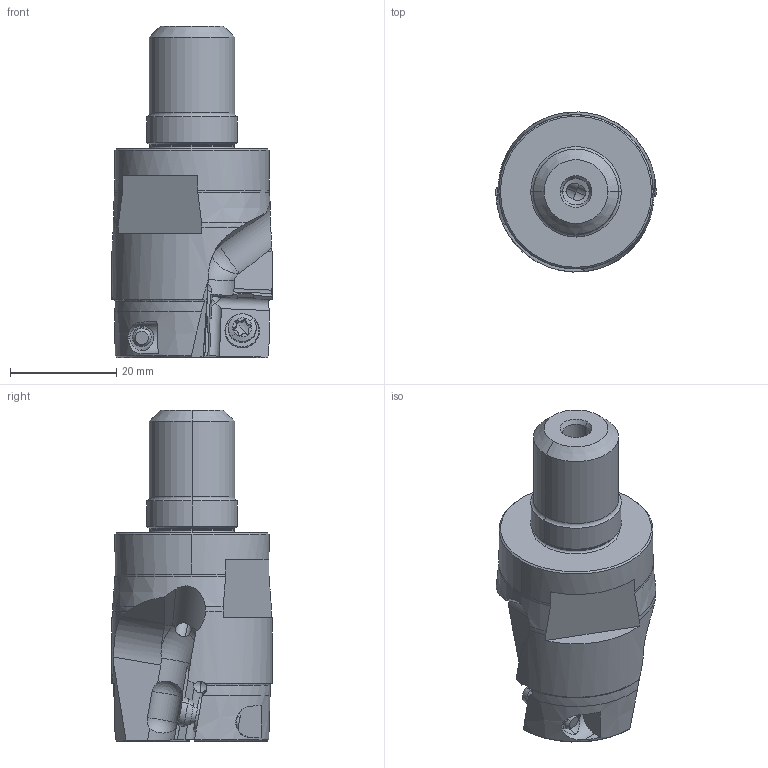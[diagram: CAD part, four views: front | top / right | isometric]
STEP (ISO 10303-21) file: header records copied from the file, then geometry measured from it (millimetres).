
FILE_DESCRIPTION(/* description */ (''),/* implementation_level */ '2;1');
FILE_NAME(/* name */ 'ASX400R322AM1640.stp',/* time_stamp */ '2021-09-08T11:41:35+09:00',/* author */ (''),/* organization */ (''),/* preprocessor_version */ 'ST-DEVELOPER v16',/* originating_system */ 'SIEMENS PLM Software NX 10.0',/* authorisation */ '');
FILE_SCHEMA (('AUTOMOTIVE_DESIGN { 1 0 10303 214 3 1 1 1 }'));
Length unit declared in the file: millimetre
Products named in the file (1): ASX400R322AM1640_ASM
Bounding box: 30.1 x 30.08 x 62.23 mm (x, y, z)
Volume: 22792.6 mm3; surface area: 8175.9 mm2
Topology: 5 solids, 5 shells, 286 faces, 840 edges, 569 vertices
Faces by surface type: cylinder 112, plane 90, cone 44, torus 20, sphere 12, bspline 8
Entity records: 12035 total; most frequent: CARTESIAN_POINT 4364, ORIENTED_EDGE 1636, DIRECTION 1530, EDGE_CURVE 818, AXIS2_PLACEMENT_3D 627, VERTEX_POINT 548, EDGE_LOOP 304, CIRCLE 300
